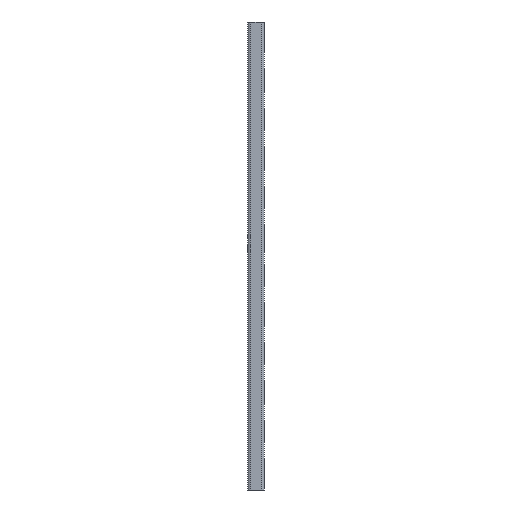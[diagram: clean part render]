
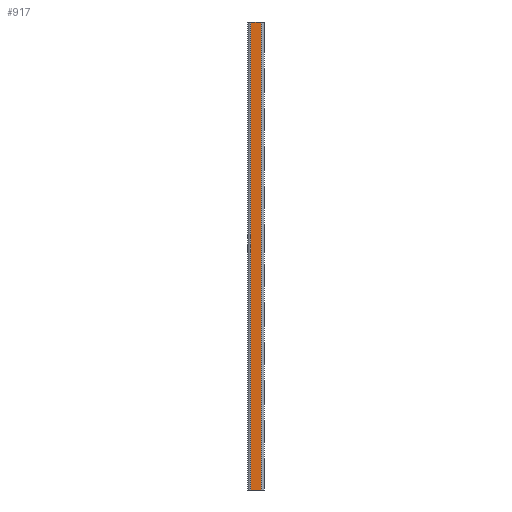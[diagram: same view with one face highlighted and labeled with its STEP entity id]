
A CAD part, left-side view. The second image highlights one B-rep face of the part: STEP entity #917.
In plain terms, the highlighted planar face has unit normal (-1, 0, 0).
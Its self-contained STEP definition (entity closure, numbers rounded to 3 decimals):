
#59 = VECTOR ( 'NONE', #1740, 1000. ) ;
#62 = LINE ( 'NONE', #1738, #59 ) ;
#70 = VECTOR ( 'NONE', #1726, 1000. ) ;
#73 = LINE ( 'NONE', #1725, #70 ) ;
#152 = FACE_OUTER_BOUND ( 'NONE', #2107, .T. ) ;
#302 = VERTEX_POINT ( 'NONE', #548 ) ;
#333 = ORIENTED_EDGE ( 'NONE', *, *, #2395, .T. ) ;
#404 = ORIENTED_EDGE ( 'NONE', *, *, #2483, .F. ) ;
#405 = ORIENTED_EDGE ( 'NONE', *, *, #2296, .T. ) ;
#475 = ORIENTED_EDGE ( 'NONE', *, *, #2476, .T. ) ;
#548 = CARTESIAN_POINT ( 'NONE',  ( -20.5, 17.5, 300. ) ) ;
#689 = CARTESIAN_POINT ( 'NONE',  ( -20.5, 17.5, -300. ) ) ;
#917 = ADVANCED_FACE ( 'NONE', ( #152 ), #2712, .F. ) ;
#1063 = CARTESIAN_POINT ( 'NONE',  ( -20.5, 21., -300. ) ) ;
#1075 = DIRECTION ( 'NONE',  ( 0., -1., 0. ) ) ;
#1273 = CARTESIAN_POINT ( 'NONE',  ( -20.5, 3.5, -300. ) ) ;
#1275 = CARTESIAN_POINT ( 'NONE',  ( -20.5, 3.5, 300. ) ) ;
#1350 = LINE ( 'NONE', #1063, #1371 ) ;
#1371 = VECTOR ( 'NONE', #1075, 1000. ) ;
#1459 = LINE ( 'NONE', #1891, #1527 ) ;
#1527 = VECTOR ( 'NONE', #1864, 1000. ) ;
#1725 = CARTESIAN_POINT ( 'NONE',  ( -20.5, 17.5, 1500. ) ) ;
#1726 = DIRECTION ( 'NONE',  ( 0., 0., -1. ) ) ;
#1738 = CARTESIAN_POINT ( 'NONE',  ( -20.5, 3.5, 1500. ) ) ;
#1740 = DIRECTION ( 'NONE',  ( 0., 0., -1. ) ) ;
#1864 = DIRECTION ( 'NONE',  ( 0., 1., 0. ) ) ;
#1891 = CARTESIAN_POINT ( 'NONE',  ( -20.5, 21., 300. ) ) ;
#1953 = VERTEX_POINT ( 'NONE', #689 ) ;
#2010 = VERTEX_POINT ( 'NONE', #1275 ) ;
#2042 = VERTEX_POINT ( 'NONE', #1273 ) ;
#2107 = EDGE_LOOP ( 'NONE', ( #405, #475, #333, #404 ) ) ;
#2296 = EDGE_CURVE ( 'NONE', #2010, #302, #1459, .T. ) ;
#2395 = EDGE_CURVE ( 'NONE', #1953, #2042, #1350, .T. ) ;
#2476 = EDGE_CURVE ( 'NONE', #302, #1953, #73, .T. ) ;
#2483 = EDGE_CURVE ( 'NONE', #2010, #2042, #62, .T. ) ;
#2662 = DIRECTION ( 'NONE',  ( 0., 1., 0. ) ) ;
#2694 = CARTESIAN_POINT ( 'NONE',  ( -20.5, 17.5, 1500. ) ) ;
#2709 = DIRECTION ( 'NONE',  ( 1., 0., 0. ) ) ;
#2712 = PLANE ( 'NONE',  #2717 ) ;
#2717 = AXIS2_PLACEMENT_3D ( 'NONE', #2694, #2709, #2662 ) ;
